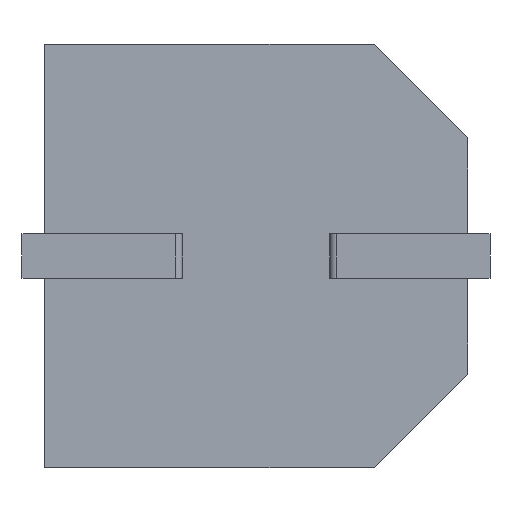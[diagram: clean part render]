
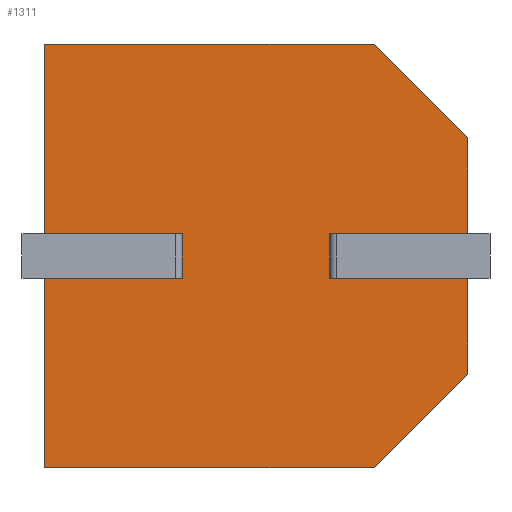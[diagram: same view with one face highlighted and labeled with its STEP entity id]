
A CAD part, front view. The second image highlights one B-rep face of the part: STEP entity #1311.
In plain terms, the highlighted planar face has unit normal (0, -1, 0).
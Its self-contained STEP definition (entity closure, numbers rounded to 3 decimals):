
#22 = DIRECTION ( 'NONE',  ( 1., 0., 0. ) ) ;
#25 = DIRECTION ( 'NONE',  ( -1., 0., 0. ) ) ;
#40 = CARTESIAN_POINT ( 'NONE',  ( 4.3, 0., -7.3 ) ) ;
#42 = CARTESIAN_POINT ( 'NONE',  ( 8.9, 0., -5.9 ) ) ;
#63 = LINE ( 'NONE', #2535, #934 ) ;
#69 = ORIENTED_EDGE ( 'NONE', *, *, #3099, .T. ) ;
#88 = LINE ( 'NONE', #1183, #3244 ) ;
#102 = DIRECTION ( 'NONE',  ( 1., 0., 0. ) ) ;
#114 = CARTESIAN_POINT ( 'NONE',  ( 8.9, 0., -7.3 ) ) ;
#170 = DIRECTION ( 'NONE',  ( 1., 0., 0. ) ) ;
#240 = AXIS2_PLACEMENT_3D ( 'NONE', #1577, #925, #3377 ) ;
#247 = EDGE_CURVE ( 'NONE', #2097, #1847, #3011, .T. ) ;
#275 = VERTEX_POINT ( 'NONE', #697 ) ;
#317 = EDGE_CURVE ( 'NONE', #2137, #1755, #3155, .T. ) ;
#331 = EDGE_CURVE ( 'NONE', #3129, #435, #2634, .T. ) ;
#357 = LINE ( 'NONE', #1738, #2507 ) ;
#435 = VERTEX_POINT ( 'NONE', #510 ) ;
#441 = DIRECTION ( 'NONE',  ( -0.707, 0., 0.707 ) ) ;
#442 = DIRECTION ( 'NONE',  ( 0., 0., -1. ) ) ;
#458 = CARTESIAN_POINT ( 'NONE',  ( 13.2, 0., 0. ) ) ;
#495 = CARTESIAN_POINT ( 'NONE',  ( 8.9, 0., -7.3 ) ) ;
#510 = CARTESIAN_POINT ( 'NONE',  ( 0., 0., -5.9 ) ) ;
#612 = ORIENTED_EDGE ( 'NONE', *, *, #3311, .T. ) ;
#627 = LINE ( 'NONE', #40, #1334 ) ;
#697 = CARTESIAN_POINT ( 'NONE',  ( 4.3, 0., -7.3 ) ) ;
#729 = CARTESIAN_POINT ( 'NONE',  ( 4.3, 0., -5.9 ) ) ;
#784 = EDGE_LOOP ( 'NONE', ( #1469, #3158, #990, #3381, #3367, #1895, #612, #1200, #1449, #950, #69, #1752, #2831, #2313 ) ) ;
#785 = CARTESIAN_POINT ( 'NONE',  ( 4.3, 0., -7.3 ) ) ;
#817 = CARTESIAN_POINT ( 'NONE',  ( 13.2, 0., -7.3 ) ) ;
#925 = DIRECTION ( 'NONE',  ( 0., 1., 0. ) ) ;
#934 = VECTOR ( 'NONE', #2731, 1000. ) ;
#950 = ORIENTED_EDGE ( 'NONE', *, *, #2300, .T. ) ;
#990 = ORIENTED_EDGE ( 'NONE', *, *, #2688, .T. ) ;
#1047 = VECTOR ( 'NONE', #170, 1000. ) ;
#1058 = LINE ( 'NONE', #2596, #2794 ) ;
#1143 = DIRECTION ( 'NONE',  ( 0., 0., -1. ) ) ;
#1170 = VERTEX_POINT ( 'NONE', #1997 ) ;
#1183 = CARTESIAN_POINT ( 'NONE',  ( 0., 0., 0. ) ) ;
#1192 = FACE_OUTER_BOUND ( 'NONE', #784, .T. ) ;
#1200 = ORIENTED_EDGE ( 'NONE', *, *, #331, .F. ) ;
#1243 = EDGE_CURVE ( 'NONE', #1647, #3217, #63, .T. ) ;
#1311 = ADVANCED_FACE ( 'NONE', ( #1192 ), #3314, .F. ) ;
#1312 = DIRECTION ( 'NONE',  ( 0.707, 0., 0.707 ) ) ;
#1334 = VECTOR ( 'NONE', #25, 1000. ) ;
#1415 = VERTEX_POINT ( 'NONE', #2195 ) ;
#1426 = VERTEX_POINT ( 'NONE', #2259 ) ;
#1449 = ORIENTED_EDGE ( 'NONE', *, *, #1917, .F. ) ;
#1469 = ORIENTED_EDGE ( 'NONE', *, *, #2062, .F. ) ;
#1495 = VECTOR ( 'NONE', #2973, 1000. ) ;
#1577 = CARTESIAN_POINT ( 'NONE',  ( 0., 0., 0. ) ) ;
#1647 = VERTEX_POINT ( 'NONE', #495 ) ;
#1684 = LINE ( 'NONE', #2754, #2229 ) ;
#1735 = CARTESIAN_POINT ( 'NONE',  ( 13.2, 0., -10.289 ) ) ;
#1738 = CARTESIAN_POINT ( 'NONE',  ( 0., 0., 0. ) ) ;
#1752 = ORIENTED_EDGE ( 'NONE', *, *, #247, .T. ) ;
#1755 = VERTEX_POINT ( 'NONE', #1735 ) ;
#1774 = VERTEX_POINT ( 'NONE', #2758 ) ;
#1847 = VERTEX_POINT ( 'NONE', #2359 ) ;
#1895 = ORIENTED_EDGE ( 'NONE', *, *, #3157, .F. ) ;
#1896 = VECTOR ( 'NONE', #441, 1000. ) ;
#1917 = EDGE_CURVE ( 'NONE', #275, #3129, #3212, .T. ) ;
#1938 = VECTOR ( 'NONE', #3382, 1000. ) ;
#1997 = CARTESIAN_POINT ( 'NONE',  ( 0., 0., -7.3 ) ) ;
#2035 = CARTESIAN_POINT ( 'NONE',  ( 0., 0., -13.2 ) ) ;
#2062 = EDGE_CURVE ( 'NONE', #1647, #2137, #2549, .T. ) ;
#2097 = VERTEX_POINT ( 'NONE', #2338 ) ;
#2137 = VERTEX_POINT ( 'NONE', #817 ) ;
#2195 = CARTESIAN_POINT ( 'NONE',  ( 0., 0., 0. ) ) ;
#2218 = VECTOR ( 'NONE', #22, 1000. ) ;
#2229 = VECTOR ( 'NONE', #2496, 1000. ) ;
#2257 = LINE ( 'NONE', #2882, #2622 ) ;
#2259 = CARTESIAN_POINT ( 'NONE',  ( 10.289, 0., 0. ) ) ;
#2300 = EDGE_CURVE ( 'NONE', #275, #1170, #627, .T. ) ;
#2305 = CARTESIAN_POINT ( 'NONE',  ( 10.289, 0., 0. ) ) ;
#2313 = ORIENTED_EDGE ( 'NONE', *, *, #317, .F. ) ;
#2338 = CARTESIAN_POINT ( 'NONE',  ( 0., 0., -13.2 ) ) ;
#2359 = CARTESIAN_POINT ( 'NONE',  ( 10.289, 0., -13.2 ) ) ;
#2496 = DIRECTION ( 'NONE',  ( 0., 0., -1. ) ) ;
#2507 = VECTOR ( 'NONE', #442, 1000. ) ;
#2535 = CARTESIAN_POINT ( 'NONE',  ( 8.9, 0., -7.3 ) ) ;
#2549 = LINE ( 'NONE', #114, #1047 ) ;
#2596 = CARTESIAN_POINT ( 'NONE',  ( 13.2, 0., -10.289 ) ) ;
#2622 = VECTOR ( 'NONE', #1143, 1000. ) ;
#2634 = LINE ( 'NONE', #2938, #1938 ) ;
#2688 = EDGE_CURVE ( 'NONE', #3217, #1774, #3068, .T. ) ;
#2731 = DIRECTION ( 'NONE',  ( 0., 0., 1. ) ) ;
#2754 = CARTESIAN_POINT ( 'NONE',  ( 0., 0., 0. ) ) ;
#2758 = CARTESIAN_POINT ( 'NONE',  ( 13.2, 0., -5.9 ) ) ;
#2771 = CARTESIAN_POINT ( 'NONE',  ( 13.2, 0., -2.911 ) ) ;
#2786 = VECTOR ( 'NONE', #2922, 1000. ) ;
#2794 = VECTOR ( 'NONE', #1312, 1000. ) ;
#2806 = DIRECTION ( 'NONE',  ( 1., 0., 0. ) ) ;
#2831 = ORIENTED_EDGE ( 'NONE', *, *, #3014, .T. ) ;
#2834 = CARTESIAN_POINT ( 'NONE',  ( 8.9, 0., -5.9 ) ) ;
#2882 = CARTESIAN_POINT ( 'NONE',  ( 13.2, 0., 0. ) ) ;
#2922 = DIRECTION ( 'NONE',  ( 0., 0., -1. ) ) ;
#2938 = CARTESIAN_POINT ( 'NONE',  ( 4.3, 0., -5.9 ) ) ;
#2973 = DIRECTION ( 'NONE',  ( 0., 0., 1. ) ) ;
#3011 = LINE ( 'NONE', #2035, #2218 ) ;
#3014 = EDGE_CURVE ( 'NONE', #1847, #1755, #1058, .T. ) ;
#3068 = LINE ( 'NONE', #2834, #3139 ) ;
#3099 = EDGE_CURVE ( 'NONE', #1170, #2097, #357, .T. ) ;
#3113 = LINE ( 'NONE', #2305, #1896 ) ;
#3129 = VERTEX_POINT ( 'NONE', #729 ) ;
#3139 = VECTOR ( 'NONE', #2806, 1000. ) ;
#3155 = LINE ( 'NONE', #458, #2786 ) ;
#3157 = EDGE_CURVE ( 'NONE', #1415, #1426, #88, .T. ) ;
#3158 = ORIENTED_EDGE ( 'NONE', *, *, #1243, .T. ) ;
#3159 = EDGE_CURVE ( 'NONE', #3336, #1774, #2257, .T. ) ;
#3212 = LINE ( 'NONE', #785, #1495 ) ;
#3217 = VERTEX_POINT ( 'NONE', #42 ) ;
#3244 = VECTOR ( 'NONE', #102, 1000. ) ;
#3311 = EDGE_CURVE ( 'NONE', #1415, #435, #1684, .T. ) ;
#3314 = PLANE ( 'NONE',  #240 ) ;
#3336 = VERTEX_POINT ( 'NONE', #2771 ) ;
#3367 = ORIENTED_EDGE ( 'NONE', *, *, #3394, .T. ) ;
#3377 = DIRECTION ( 'NONE',  ( 0., 0., 1. ) ) ;
#3381 = ORIENTED_EDGE ( 'NONE', *, *, #3159, .F. ) ;
#3382 = DIRECTION ( 'NONE',  ( -1., 0., 0. ) ) ;
#3394 = EDGE_CURVE ( 'NONE', #3336, #1426, #3113, .T. ) ;
